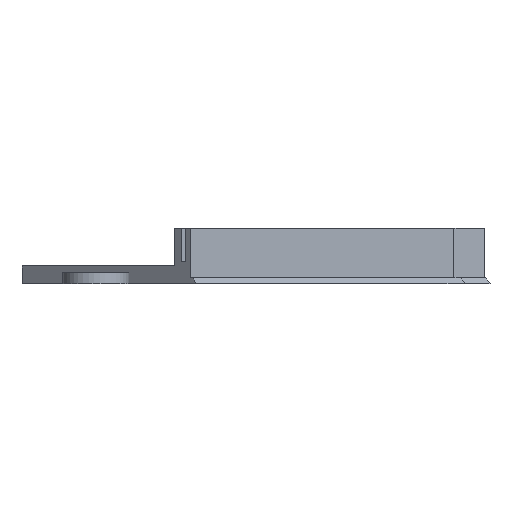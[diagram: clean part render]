
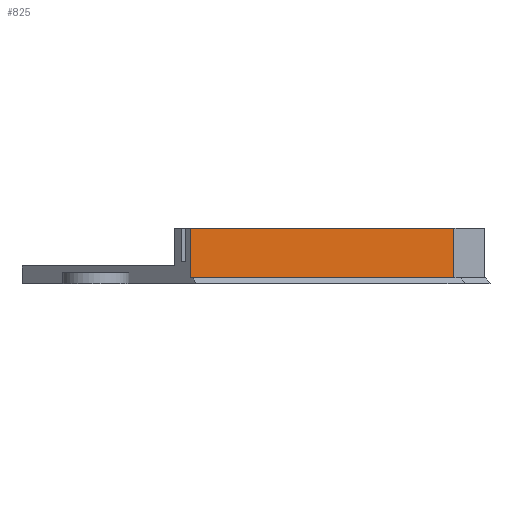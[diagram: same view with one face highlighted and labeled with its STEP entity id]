
A CAD part, front view. The second image highlights one B-rep face of the part: STEP entity #825.
In plain terms, the highlighted planar face has unit normal (0.697, -0.717, 0).
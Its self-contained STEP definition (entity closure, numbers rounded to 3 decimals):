
#106=FACE_OUTER_BOUND('',#155,.T.);
#155=EDGE_LOOP('',(#735,#736,#737,#738));
#202=LINE('',#1514,#289);
#241=LINE('',#1629,#328);
#243=LINE('',#1634,#330);
#244=LINE('',#1635,#331);
#289=VECTOR('',#956,10.);
#328=VECTOR('',#1073,10.);
#330=VECTOR('',#1079,10.);
#331=VECTOR('',#1080,10.);
#375=VERTEX_POINT('',#1506);
#378=VERTEX_POINT('',#1512);
#409=VERTEX_POINT('',#1626);
#410=VERTEX_POINT('',#1633);
#465=EDGE_CURVE('',#378,#375,#202,.T.);
#521=EDGE_CURVE('',#375,#409,#241,.T.);
#523=EDGE_CURVE('',#409,#410,#243,.T.);
#524=EDGE_CURVE('',#378,#410,#244,.T.);
#735=ORIENTED_EDGE('',*,*,#523,.F.);
#736=ORIENTED_EDGE('',*,*,#521,.F.);
#737=ORIENTED_EDGE('',*,*,#465,.F.);
#738=ORIENTED_EDGE('',*,*,#524,.T.);
#781=PLANE('',#891);
#825=ADVANCED_FACE('',(#106),#781,.T.);
#891=AXIS2_PLACEMENT_3D('',#1632,#1077,#1078);
#956=DIRECTION('',(-0.717,-0.697,0.));
#1073=DIRECTION('',(0.,0.,1.));
#1077=DIRECTION('center_axis',(0.697,-0.717,0.));
#1078=DIRECTION('ref_axis',(0.717,0.697,0.));
#1079=DIRECTION('',(0.717,0.697,0.));
#1080=DIRECTION('',(0.,0.,1.));
#1506=CARTESIAN_POINT('',(341.464,-415.753,2.856));
#1512=CARTESIAN_POINT('',(460.284,-300.234,2.856));
#1514=CARTESIAN_POINT('',(67.463,-682.143,2.856));
#1626=CARTESIAN_POINT('',(341.464,-415.753,25.196));
#1629=CARTESIAN_POINT('',(341.464,-415.753,10.198));
#1632=CARTESIAN_POINT('Origin',(125.,-626.204,0.196));
#1633=CARTESIAN_POINT('',(460.284,-300.234,25.196));
#1634=CARTESIAN_POINT('',(264.333,-490.741,25.196));
#1635=CARTESIAN_POINT('',(460.284,-300.234,0.196));
